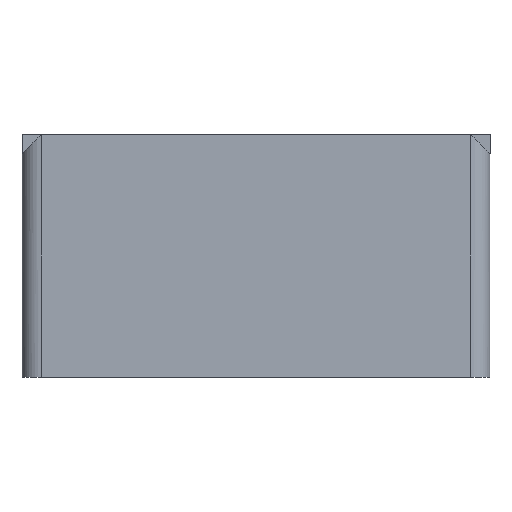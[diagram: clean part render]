
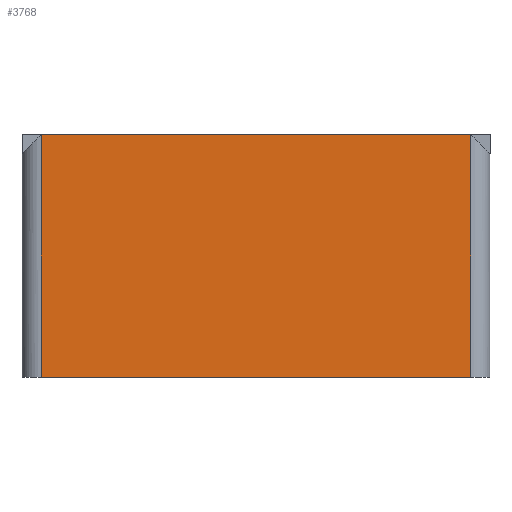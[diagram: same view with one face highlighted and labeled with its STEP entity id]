
A CAD part, front view. The second image highlights one B-rep face of the part: STEP entity #3768.
In plain terms, the highlighted planar face has unit normal (0, -1, 0).
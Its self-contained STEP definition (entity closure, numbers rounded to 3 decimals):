
#32 = PLANE('',#33);
#33 = AXIS2_PLACEMENT_3D('',#34,#35,#36);
#34 = CARTESIAN_POINT('',(0.,0.,9.39));
#35 = DIRECTION('',(0.,0.,1.));
#36 = DIRECTION('',(1.,0.,0.));
#683 = VERTEX_POINT('',#684);
#684 = CARTESIAN_POINT('',(-8.3,-9.05,9.39));
#710 = EDGE_CURVE('',#683,#711,#713,.T.);
#711 = VERTEX_POINT('',#712);
#712 = CARTESIAN_POINT('',(8.3,-9.05,9.39));
#713 = SURFACE_CURVE('',#714,(#718,#725),.PCURVE_S1.);
#714 = LINE('',#715,#716);
#715 = CARTESIAN_POINT('',(-9.05,-9.05,9.39));
#716 = VECTOR('',#717,1.);
#717 = DIRECTION('',(1.,0.,0.));
#718 = PCURVE('',#32,#719);
#719 = DEFINITIONAL_REPRESENTATION('',(#720),#724);
#720 = LINE('',#721,#722);
#721 = CARTESIAN_POINT('',(-9.05,-9.05));
#722 = VECTOR('',#723,1.);
#723 = DIRECTION('',(1.,0.));
#724 = ( GEOMETRIC_REPRESENTATION_CONTEXT(2) 
PARAMETRIC_REPRESENTATION_CONTEXT() REPRESENTATION_CONTEXT('2D SPACE',''
  ) );
#725 = PCURVE('',#726,#731);
#726 = PLANE('',#727);
#727 = AXIS2_PLACEMENT_3D('',#728,#729,#730);
#728 = CARTESIAN_POINT('',(-9.05,-9.05,0.));
#729 = DIRECTION('',(0.,1.,0.));
#730 = DIRECTION('',(1.,0.,0.));
#731 = DEFINITIONAL_REPRESENTATION('',(#732),#736);
#732 = LINE('',#733,#734);
#733 = CARTESIAN_POINT('',(0.,-9.39));
#734 = VECTOR('',#735,1.);
#735 = DIRECTION('',(1.,0.));
#736 = ( GEOMETRIC_REPRESENTATION_CONTEXT(2) 
PARAMETRIC_REPRESENTATION_CONTEXT() REPRESENTATION_CONTEXT('2D SPACE',''
  ) );
#2016 = PLANE('',#2017);
#2017 = AXIS2_PLACEMENT_3D('',#2018,#2019,#2020);
#2018 = CARTESIAN_POINT('',(0.,0.,0.));
#2019 = DIRECTION('',(0.,0.,1.));
#2020 = DIRECTION('',(1.,0.,0.));
#2243 = CYLINDRICAL_SURFACE('',#2244,0.75);
#2244 = AXIS2_PLACEMENT_3D('',#2245,#2246,#2247);
#2245 = CARTESIAN_POINT('',(8.3,-8.3,0.));
#2246 = DIRECTION('',(0.,0.,1.));
#2247 = DIRECTION('',(0.,-1.,0.));
#2871 = CYLINDRICAL_SURFACE('',#2872,0.75);
#2872 = AXIS2_PLACEMENT_3D('',#2873,#2874,#2875);
#2873 = CARTESIAN_POINT('',(-8.3,-8.3,0.));
#2874 = DIRECTION('',(0.,0.,1.));
#2875 = DIRECTION('',(-1.,0.,0.));
#3768 = ADVANCED_FACE('',(#3769),#726,.F.);
#3769 = FACE_BOUND('',#3770,.F.);
#3770 = EDGE_LOOP('',(#3771,#3796,#3817,#3818));
#3771 = ORIENTED_EDGE('',*,*,#3772,.F.);
#3772 = EDGE_CURVE('',#3773,#3775,#3777,.T.);
#3773 = VERTEX_POINT('',#3774);
#3774 = CARTESIAN_POINT('',(-8.3,-9.05,0.));
#3775 = VERTEX_POINT('',#3776);
#3776 = CARTESIAN_POINT('',(8.3,-9.05,0.));
#3777 = SURFACE_CURVE('',#3778,(#3782,#3789),.PCURVE_S1.);
#3778 = LINE('',#3779,#3780);
#3779 = CARTESIAN_POINT('',(-9.05,-9.05,0.));
#3780 = VECTOR('',#3781,1.);
#3781 = DIRECTION('',(1.,0.,0.));
#3782 = PCURVE('',#726,#3783);
#3783 = DEFINITIONAL_REPRESENTATION('',(#3784),#3788);
#3784 = LINE('',#3785,#3786);
#3785 = CARTESIAN_POINT('',(0.,0.));
#3786 = VECTOR('',#3787,1.);
#3787 = DIRECTION('',(1.,0.));
#3788 = ( GEOMETRIC_REPRESENTATION_CONTEXT(2) 
PARAMETRIC_REPRESENTATION_CONTEXT() REPRESENTATION_CONTEXT('2D SPACE',''
  ) );
#3789 = PCURVE('',#2016,#3790);
#3790 = DEFINITIONAL_REPRESENTATION('',(#3791),#3795);
#3791 = LINE('',#3792,#3793);
#3792 = CARTESIAN_POINT('',(-9.05,-9.05));
#3793 = VECTOR('',#3794,1.);
#3794 = DIRECTION('',(1.,0.));
#3795 = ( GEOMETRIC_REPRESENTATION_CONTEXT(2) 
PARAMETRIC_REPRESENTATION_CONTEXT() REPRESENTATION_CONTEXT('2D SPACE',''
  ) );
#3796 = ORIENTED_EDGE('',*,*,#3797,.T.);
#3797 = EDGE_CURVE('',#3773,#683,#3798,.T.);
#3798 = SURFACE_CURVE('',#3799,(#3803,#3810),.PCURVE_S1.);
#3799 = LINE('',#3800,#3801);
#3800 = CARTESIAN_POINT('',(-8.3,-9.05,0.));
#3801 = VECTOR('',#3802,1.);
#3802 = DIRECTION('',(0.,0.,1.));
#3803 = PCURVE('',#726,#3804);
#3804 = DEFINITIONAL_REPRESENTATION('',(#3805),#3809);
#3805 = LINE('',#3806,#3807);
#3806 = CARTESIAN_POINT('',(0.75,0.));
#3807 = VECTOR('',#3808,1.);
#3808 = DIRECTION('',(0.,-1.));
#3809 = ( GEOMETRIC_REPRESENTATION_CONTEXT(2) 
PARAMETRIC_REPRESENTATION_CONTEXT() REPRESENTATION_CONTEXT('2D SPACE',''
  ) );
#3810 = PCURVE('',#2871,#3811);
#3811 = DEFINITIONAL_REPRESENTATION('',(#3812),#3816);
#3812 = LINE('',#3813,#3814);
#3813 = CARTESIAN_POINT('',(1.571,0.));
#3814 = VECTOR('',#3815,1.);
#3815 = DIRECTION('',(0.,1.));
#3816 = ( GEOMETRIC_REPRESENTATION_CONTEXT(2) 
PARAMETRIC_REPRESENTATION_CONTEXT() REPRESENTATION_CONTEXT('2D SPACE',''
  ) );
#3817 = ORIENTED_EDGE('',*,*,#710,.T.);
#3818 = ORIENTED_EDGE('',*,*,#3819,.F.);
#3819 = EDGE_CURVE('',#3775,#711,#3820,.T.);
#3820 = SURFACE_CURVE('',#3821,(#3825,#3832),.PCURVE_S1.);
#3821 = LINE('',#3822,#3823);
#3822 = CARTESIAN_POINT('',(8.3,-9.05,0.));
#3823 = VECTOR('',#3824,1.);
#3824 = DIRECTION('',(0.,0.,1.));
#3825 = PCURVE('',#726,#3826);
#3826 = DEFINITIONAL_REPRESENTATION('',(#3827),#3831);
#3827 = LINE('',#3828,#3829);
#3828 = CARTESIAN_POINT('',(17.35,0.));
#3829 = VECTOR('',#3830,1.);
#3830 = DIRECTION('',(0.,-1.));
#3831 = ( GEOMETRIC_REPRESENTATION_CONTEXT(2) 
PARAMETRIC_REPRESENTATION_CONTEXT() REPRESENTATION_CONTEXT('2D SPACE',''
  ) );
#3832 = PCURVE('',#2243,#3833);
#3833 = DEFINITIONAL_REPRESENTATION('',(#3834),#3838);
#3834 = LINE('',#3835,#3836);
#3835 = CARTESIAN_POINT('',(0.,0.));
#3836 = VECTOR('',#3837,1.);
#3837 = DIRECTION('',(0.,1.));
#3838 = ( GEOMETRIC_REPRESENTATION_CONTEXT(2) 
PARAMETRIC_REPRESENTATION_CONTEXT() REPRESENTATION_CONTEXT('2D SPACE',''
  ) );
